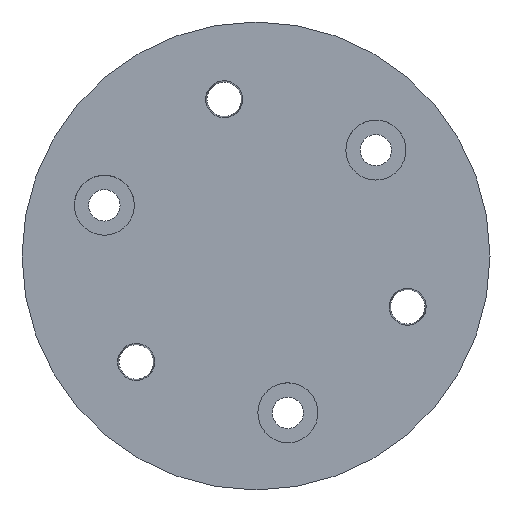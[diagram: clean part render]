
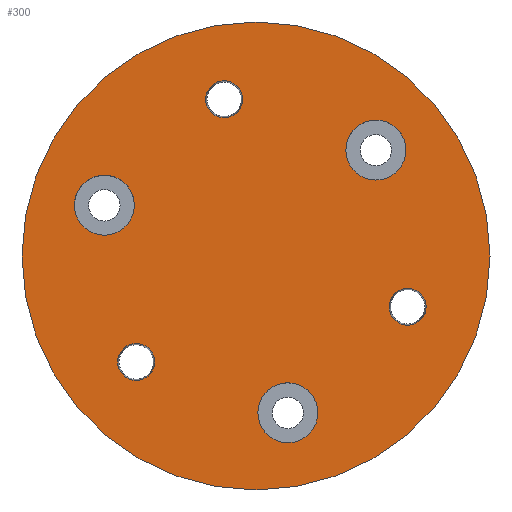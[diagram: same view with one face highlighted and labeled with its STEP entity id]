
A CAD part, top view. The second image highlights one B-rep face of the part: STEP entity #300.
In plain terms, the highlighted planar face has unit normal (0, 0, 1).
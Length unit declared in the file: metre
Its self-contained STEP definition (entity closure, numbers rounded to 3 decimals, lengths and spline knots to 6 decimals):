
#22=PLANE('',#346);
#37=CIRCLE('',#345,0.025338);
#38=CIRCLE('',#347,0.002);
#39=CIRCLE('',#348,0.002);
#40=CIRCLE('',#349,0.002);
#41=CIRCLE('',#350,0.00325);
#42=CIRCLE('',#351,0.00325);
#43=CIRCLE('',#352,0.00325);
#73=ORIENTED_EDGE('',*,*,#134,.F.);
#74=ORIENTED_EDGE('',*,*,#135,.F.);
#75=ORIENTED_EDGE('',*,*,#136,.F.);
#76=ORIENTED_EDGE('',*,*,#137,.T.);
#77=ORIENTED_EDGE('',*,*,#138,.T.);
#78=ORIENTED_EDGE('',*,*,#139,.T.);
#79=ORIENTED_EDGE('',*,*,#133,.T.);
#133=EDGE_CURVE('',#165,#165,#37,.T.);
#134=EDGE_CURVE('',#166,#166,#38,.T.);
#135=EDGE_CURVE('',#167,#167,#39,.T.);
#136=EDGE_CURVE('',#168,#168,#40,.T.);
#137=EDGE_CURVE('',#169,#169,#41,.T.);
#138=EDGE_CURVE('',#170,#170,#42,.T.);
#139=EDGE_CURVE('',#171,#171,#43,.T.);
#165=VERTEX_POINT('',#554);
#166=VERTEX_POINT('',#557);
#167=VERTEX_POINT('',#559);
#168=VERTEX_POINT('',#561);
#169=VERTEX_POINT('',#563);
#170=VERTEX_POINT('',#565);
#171=VERTEX_POINT('',#567);
#198=EDGE_LOOP('',(#73));
#199=EDGE_LOOP('',(#74));
#200=EDGE_LOOP('',(#75));
#201=EDGE_LOOP('',(#76));
#202=EDGE_LOOP('',(#77));
#203=EDGE_LOOP('',(#78));
#204=EDGE_LOOP('',(#79));
#249=FACE_BOUND('',#198,.T.);
#250=FACE_BOUND('',#199,.T.);
#251=FACE_BOUND('',#200,.T.);
#252=FACE_BOUND('',#201,.T.);
#253=FACE_BOUND('',#202,.T.);
#254=FACE_BOUND('',#203,.T.);
#255=FACE_BOUND('',#204,.T.);
#300=ADVANCED_FACE('',(#249,#250,#251,#252,#253,#254,#255),#22,.T.);
#345=AXIS2_PLACEMENT_3D('',#553,#415,#416);
#346=AXIS2_PLACEMENT_3D('',#555,#417,#418);
#347=AXIS2_PLACEMENT_3D('',#556,#419,#420);
#348=AXIS2_PLACEMENT_3D('',#558,#421,#422);
#349=AXIS2_PLACEMENT_3D('',#560,#423,#424);
#350=AXIS2_PLACEMENT_3D('',#562,#425,#426);
#351=AXIS2_PLACEMENT_3D('',#564,#427,#428);
#352=AXIS2_PLACEMENT_3D('',#566,#429,#430);
#415=DIRECTION('',(0.,0.,1.));
#416=DIRECTION('',(1.,0.,0.));
#417=DIRECTION('',(0.,0.,1.));
#418=DIRECTION('',(1.,0.,0.));
#419=DIRECTION('',(0.,0.,1.));
#420=DIRECTION('',(1.,0.,0.));
#421=DIRECTION('',(0.,0.,1.));
#422=DIRECTION('',(1.,0.,0.));
#423=DIRECTION('',(0.,0.,1.));
#424=DIRECTION('',(1.,0.,0.));
#425=DIRECTION('',(0.,0.,-1.));
#426=DIRECTION('',(-1.,0.,0.));
#427=DIRECTION('',(0.,0.,-1.));
#428=DIRECTION('',(-1.,0.,0.));
#429=DIRECTION('',(0.,0.,-1.));
#430=DIRECTION('',(-1.,0.,0.));
#553=CARTESIAN_POINT('',(0.,0.,0.009));
#554=CARTESIAN_POINT('',(0.025338,0.,0.009));
#555=CARTESIAN_POINT('',(0.,0.,0.009));
#556=CARTESIAN_POINT('',(-0.003448,0.016974,0.009));
#557=CARTESIAN_POINT('',(-0.001448,0.016974,0.009));
#558=CARTESIAN_POINT('',(-0.012976,-0.011473,0.009));
#559=CARTESIAN_POINT('',(-0.010976,-0.011473,0.009));
#560=CARTESIAN_POINT('',(0.016424,-0.005501,0.009));
#561=CARTESIAN_POINT('',(0.018424,-0.005501,0.009));
#562=CARTESIAN_POINT('',(-0.016424,0.005501,0.009));
#563=CARTESIAN_POINT('',(-0.019674,0.005501,0.009));
#564=CARTESIAN_POINT('',(0.012976,0.011473,0.009));
#565=CARTESIAN_POINT('',(0.009726,0.011473,0.009));
#566=CARTESIAN_POINT('',(0.003448,-0.016974,0.009));
#567=CARTESIAN_POINT('',(0.000198,-0.016974,0.009));
